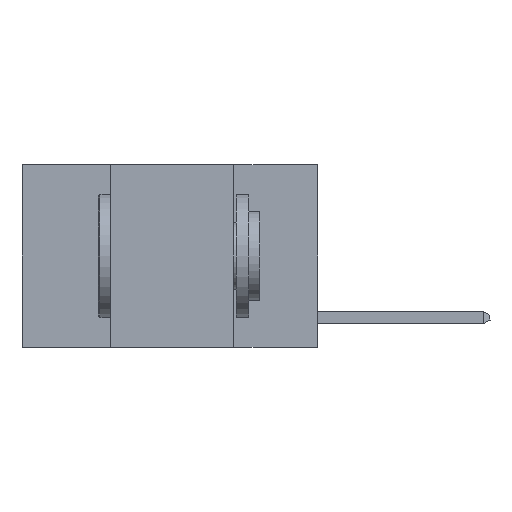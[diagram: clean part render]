
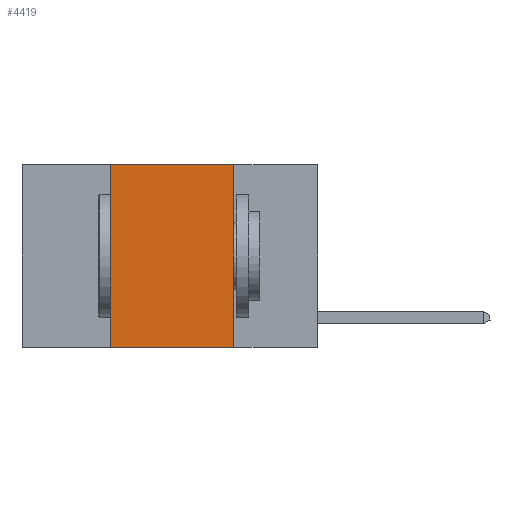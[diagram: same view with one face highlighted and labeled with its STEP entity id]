
A CAD part, left-side view. The second image highlights one B-rep face of the part: STEP entity #4419.
In plain terms, the highlighted planar face has unit normal (-1, 0, 0).
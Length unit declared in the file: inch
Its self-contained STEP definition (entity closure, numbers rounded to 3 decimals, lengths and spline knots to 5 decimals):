
#80 = VECTOR ( 'NONE', #2576, 39.37008 ) ;
#950 = PLANE ( 'NONE',  #12238 ) ;
#2319 = VECTOR ( 'NONE', #20573, 39.37008 ) ;
#2349 = EDGE_LOOP ( 'NONE', ( #14408, #13070, #12095, #8288 ) ) ;
#2576 = DIRECTION ( 'NONE',  ( 0., 0., 1. ) ) ;
#2601 = FACE_OUTER_BOUND ( 'NONE', #2349, .T. ) ;
#2870 = VERTEX_POINT ( 'NONE', #4096 ) ;
#3284 = CARTESIAN_POINT ( 'NONE',  ( 0., 0.17, 0. ) ) ;
#3637 = CARTESIAN_POINT ( 'NONE',  ( 0., 0.6, 0. ) ) ;
#4096 = CARTESIAN_POINT ( 'NONE',  ( 0., 0.42, -0.37 ) ) ;
#4419 = ADVANCED_FACE ( 'NONE', ( #2601 ), #950, .F. ) ;
#5104 = VECTOR ( 'NONE', #20576, 39.37008 ) ;
#5670 = EDGE_CURVE ( 'NONE', #2870, #21864, #8884, .T. ) ;
#6273 = CARTESIAN_POINT ( 'NONE',  ( 0., 0.6, 0. ) ) ;
#8048 = DIRECTION ( 'NONE',  ( 0., 0., -1. ) ) ;
#8288 = ORIENTED_EDGE ( 'NONE', *, *, #15554, .T. ) ;
#8355 = EDGE_CURVE ( 'NONE', #21864, #8872, #17158, .T. ) ;
#8872 = VERTEX_POINT ( 'NONE', #18943 ) ;
#8884 = LINE ( 'NONE', #11306, #80 ) ;
#9192 = LINE ( 'NONE', #3284, #5104 ) ;
#10238 = CARTESIAN_POINT ( 'NONE',  ( 0., 0.42, 0. ) ) ;
#11306 = CARTESIAN_POINT ( 'NONE',  ( 0., 0.42, 0. ) ) ;
#11983 = CARTESIAN_POINT ( 'NONE',  ( 0., 0.6, -0.37 ) ) ;
#12095 = ORIENTED_EDGE ( 'NONE', *, *, #5670, .F. ) ;
#12238 = AXIS2_PLACEMENT_3D ( 'NONE', #6273, #18369, #8048 ) ;
#12560 = VECTOR ( 'NONE', #14079, 39.37008 ) ;
#13070 = ORIENTED_EDGE ( 'NONE', *, *, #8355, .F. ) ;
#14079 = DIRECTION ( 'NONE',  ( 0., -1., 0. ) ) ;
#14408 = ORIENTED_EDGE ( 'NONE', *, *, #21344, .F. ) ;
#15554 = EDGE_CURVE ( 'NONE', #2870, #18407, #16759, .T. ) ;
#16759 = LINE ( 'NONE', #11983, #2319 ) ;
#17158 = LINE ( 'NONE', #3637, #12560 ) ;
#18369 = DIRECTION ( 'NONE',  ( 1., 0., 0. ) ) ;
#18407 = VERTEX_POINT ( 'NONE', #21590 ) ;
#18943 = CARTESIAN_POINT ( 'NONE',  ( 0., 0.17, 0. ) ) ;
#20573 = DIRECTION ( 'NONE',  ( 0., -1., 0. ) ) ;
#20576 = DIRECTION ( 'NONE',  ( 0., 0., -1. ) ) ;
#21344 = EDGE_CURVE ( 'NONE', #8872, #18407, #9192, .T. ) ;
#21590 = CARTESIAN_POINT ( 'NONE',  ( 0., 0.17, -0.37 ) ) ;
#21864 = VERTEX_POINT ( 'NONE', #10238 ) ;
